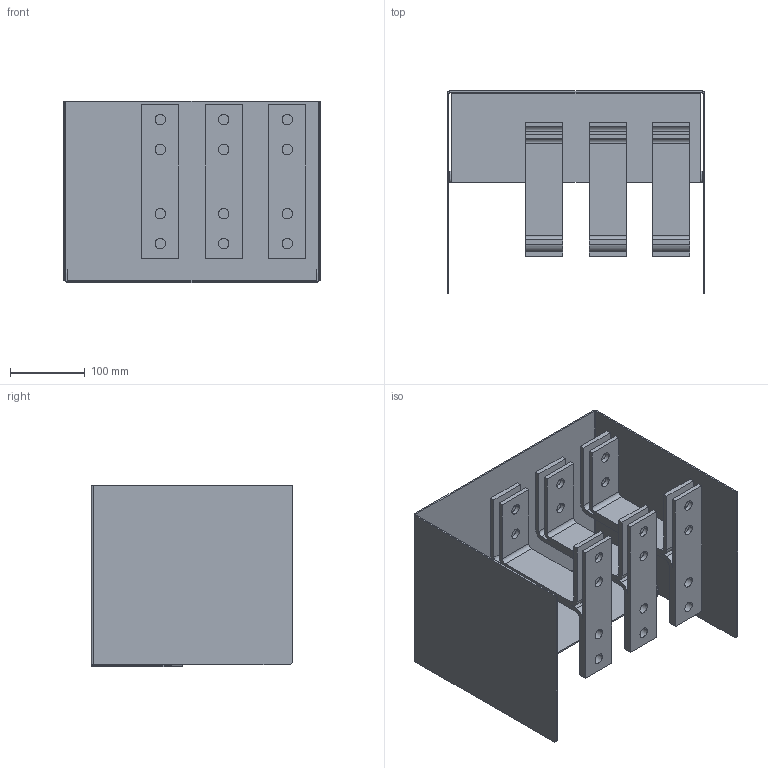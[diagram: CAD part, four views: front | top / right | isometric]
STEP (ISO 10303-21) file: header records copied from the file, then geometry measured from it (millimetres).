
FILE_DESCRIPTION (( 'STEP AP203' ), '1' );
FILE_NAME ('BBU-1600-3.STEP', '2017-04-30T02:50:42', ( '' ), ( '' ), 'SwSTEP 2.0', 'SolidWorks 2017', '' );
FILE_SCHEMA (( 'CONFIG_CONTROL_DESIGN' ));
Length unit declared in the file: millimetre
Products named in the file (1): BBU-1600-3
Bounding box: 344 x 270 x 242.74 mm (x, y, z)
Volume: 1280771.2 mm3; surface area: 751421.4 mm2
Topology: 4 solids, 4 shells, 204 faces, 548 edges, 352 vertices
Faces by surface type: cylinder 104, plane 100
Entity records: 6599 total; most frequent: DIRECTION 1166, CARTESIAN_POINT 1105, ORIENTED_EDGE 1096, EDGE_CURVE 548, AXIS2_PLACEMENT_3D 413, VERTEX_POINT 352, LINE 340, VECTOR 340
